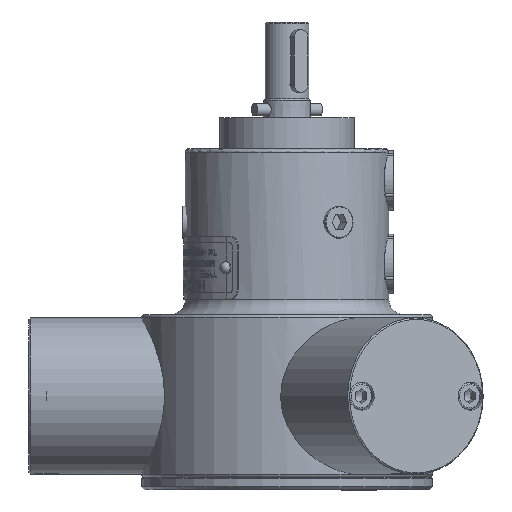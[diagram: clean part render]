
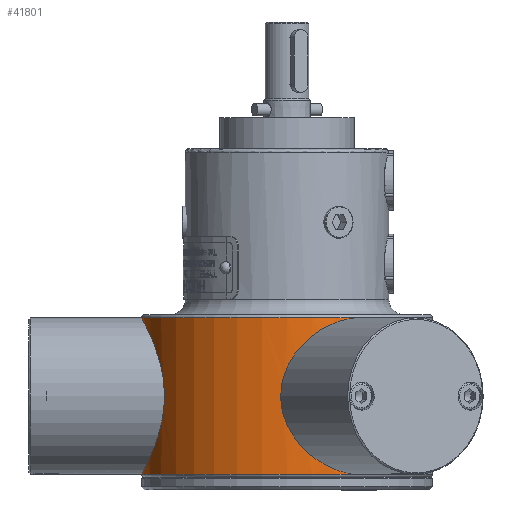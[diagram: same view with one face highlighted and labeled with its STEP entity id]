
A CAD part, front view. The second image highlights one B-rep face of the part: STEP entity #41801.
In plain terms, the highlighted cylindrical face has radius 46.5 mm (diameter 93 mm), a partial arc.
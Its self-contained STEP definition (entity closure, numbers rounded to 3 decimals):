
#1036=B_SPLINE_CURVE_WITH_KNOTS('',3,(#59009,#59010,#59011,#59012,#59013,
#59014,#59015,#59016,#59017,#59018,#59019,#59020,#59021,#59022,#59023,#59024,
#59025,#59026,#59027,#59028,#59029,#59030,#59031,#59032,#59033,#59034,#59035,
#59036,#59037,#59038,#59039,#59040,#59041,#59042),.UNSPECIFIED.,.F.,.F.,
(4,2,2,2,2,2,2,2,2,2,2,2,2,2,2,2,4),(3.858,4.339,
4.821,5.302,5.784,6.267,6.75,
7.233,7.716,8.199,8.683,9.166,
9.649,10.13,10.612,11.093,11.574),
 .UNSPECIFIED.);
#1037=B_SPLINE_CURVE_WITH_KNOTS('',3,(#59045,#59046,#59047,#59048,#59049,
#59050,#59051,#59052,#59053,#59054,#59055,#59056,#59057,#59058,#59059,#59060,
#59061,#59062),.UNSPECIFIED.,.F.,.F.,(4,2,2,2,2,2,2,2,4),(11.574,
12.056,12.537,13.018,13.5,13.983,
14.466,14.949,15.433),.UNSPECIFIED.);
#1038=B_SPLINE_CURVE_WITH_KNOTS('',3,(#59063,#59064,#59065,#59066,#59067,
#59068,#59069,#59070,#59071,#59072,#59073,#59074,#59075,#59076,#59077,#59078,
#59079,#59080),.UNSPECIFIED.,.F.,.F.,(4,2,2,2,2,2,2,2,4),(15.433,
15.916,16.399,16.882,17.365,17.847,
18.328,18.809,19.291),.UNSPECIFIED.);
#3978=FACE_OUTER_BOUND('',#6398,.T.);
#6398=EDGE_LOOP('',(#27136,#27137,#27138,#27139,#27140));
#14731=CIRCLE('',#44431,46.5);
#14735=CIRCLE('',#44438,46.5);
#16626=VERTEX_POINT('',#58848);
#16629=VERTEX_POINT('',#58854);
#16631=VERTEX_POINT('',#58893);
#16633=VERTEX_POINT('',#58933);
#16636=VERTEX_POINT('',#59044);
#20815=EDGE_CURVE('',#16629,#16626,#14731,.T.);
#20825=EDGE_CURVE('',#16629,#16631,#1036,.T.);
#20826=EDGE_CURVE('',#16633,#16631,#14735,.T.);
#20827=EDGE_CURVE('',#16633,#16636,#1037,.T.);
#20828=EDGE_CURVE('',#16636,#16626,#1038,.T.);
#27136=ORIENTED_EDGE('',*,*,#20815,.F.);
#27137=ORIENTED_EDGE('',*,*,#20825,.T.);
#27138=ORIENTED_EDGE('',*,*,#20826,.F.);
#27139=ORIENTED_EDGE('',*,*,#20827,.T.);
#27140=ORIENTED_EDGE('',*,*,#20828,.T.);
#38810=CYLINDRICAL_SURFACE('',#44437,46.5);
#41801=ADVANCED_FACE('',(#3978),#38810,.T.);
#44431=AXIS2_PLACEMENT_3D('',#58856,#48346,#48347);
#44437=AXIS2_PLACEMENT_3D('',#59008,#48358,#48359);
#44438=AXIS2_PLACEMENT_3D('',#59043,#48360,#48361);
#48346=DIRECTION('center_axis',(0.,0.,1.));
#48347=DIRECTION('ref_axis',(-1.,0.,0.));
#48358=DIRECTION('center_axis',(0.,0.,1.));
#48359=DIRECTION('ref_axis',(-1.,0.,0.));
#48360=DIRECTION('center_axis',(0.,0.,-1.));
#48361=DIRECTION('ref_axis',(-1.,0.,0.));
#58848=CARTESIAN_POINT('',(23.25,-40.27,51.));
#58854=CARTESIAN_POINT('',(-46.5,0.,51.));
#58856=CARTESIAN_POINT('Origin',(0.,0.,51.));
#58893=CARTESIAN_POINT('',(-46.5,0.,1.));
#58933=CARTESIAN_POINT('',(23.25,-40.27,1.));
#59008=CARTESIAN_POINT('Origin',(0.,0.,0.));
#59009=CARTESIAN_POINT('Ctrl Pts',(-46.5,0.,51.));
#59010=CARTESIAN_POINT('Ctrl Pts',(-46.5,-1.604,51.));
#59011=CARTESIAN_POINT('Ctrl Pts',(-46.415,-3.253,
50.843));
#59012=CARTESIAN_POINT('Ctrl Pts',(-46.071,-6.513,
50.194));
#59013=CARTESIAN_POINT('Ctrl Pts',(-45.812,-8.124,
49.702));
#59014=CARTESIAN_POINT('Ctrl Pts',(-45.159,-11.195,
48.415));
#59015=CARTESIAN_POINT('Ctrl Pts',(-44.766,-12.659,
47.619));
#59016=CARTESIAN_POINT('Ctrl Pts',(-43.914,-15.355,
45.796));
#59017=CARTESIAN_POINT('Ctrl Pts',(-43.457,-16.588,
44.767));
#59018=CARTESIAN_POINT('Ctrl Pts',(-42.559,-18.771,
42.584));
#59019=CARTESIAN_POINT('Ctrl Pts',(-42.086,-19.8,
41.349));
#59020=CARTESIAN_POINT('Ctrl Pts',(-41.179,-21.623,
38.653));
#59021=CARTESIAN_POINT('Ctrl Pts',(-40.747,-22.416,
37.193));
#59022=CARTESIAN_POINT('Ctrl Pts',(-40.014,-23.7,
34.127));
#59023=CARTESIAN_POINT('Ctrl Pts',(-39.713,-24.192,32.52));
#59024=CARTESIAN_POINT('Ctrl Pts',(-39.31,-24.842,
29.262));
#59025=CARTESIAN_POINT('Ctrl Pts',(-39.208,-25.,27.611));
#59026=CARTESIAN_POINT('Ctrl Pts',(-39.208,-25.,24.389));
#59027=CARTESIAN_POINT('Ctrl Pts',(-39.31,-24.842,
22.738));
#59028=CARTESIAN_POINT('Ctrl Pts',(-39.713,-24.192,19.48));
#59029=CARTESIAN_POINT('Ctrl Pts',(-40.014,-23.7,
17.873));
#59030=CARTESIAN_POINT('Ctrl Pts',(-40.747,-22.416,
14.807));
#59031=CARTESIAN_POINT('Ctrl Pts',(-41.179,-21.623,
13.347));
#59032=CARTESIAN_POINT('Ctrl Pts',(-42.086,-19.8,
10.651));
#59033=CARTESIAN_POINT('Ctrl Pts',(-42.559,-18.771,
9.416));
#59034=CARTESIAN_POINT('Ctrl Pts',(-43.457,-16.588,
7.233));
#59035=CARTESIAN_POINT('Ctrl Pts',(-43.914,-15.355,
6.204));
#59036=CARTESIAN_POINT('Ctrl Pts',(-44.766,-12.659,
4.381));
#59037=CARTESIAN_POINT('Ctrl Pts',(-45.159,-11.195,
3.585));
#59038=CARTESIAN_POINT('Ctrl Pts',(-45.812,-8.124,
2.298));
#59039=CARTESIAN_POINT('Ctrl Pts',(-46.071,-6.513,
1.806));
#59040=CARTESIAN_POINT('Ctrl Pts',(-46.415,-3.253,
1.157));
#59041=CARTESIAN_POINT('Ctrl Pts',(-46.5,-1.604,1.));
#59042=CARTESIAN_POINT('Ctrl Pts',(-46.5,0.,1.));
#59043=CARTESIAN_POINT('Origin',(0.,0.,1.));
#59044=CARTESIAN_POINT('',(-2.047,-46.455,26.));
#59045=CARTESIAN_POINT('Ctrl Pts',(23.25,-40.27,1.));
#59046=CARTESIAN_POINT('Ctrl Pts',(21.86,-41.072,1.));
#59047=CARTESIAN_POINT('Ctrl Pts',(20.39,-41.823,1.157));
#59048=CARTESIAN_POINT('Ctrl Pts',(17.395,-43.155,1.806));
#59049=CARTESIAN_POINT('Ctrl Pts',(15.87,-43.736,2.298));
#59050=CARTESIAN_POINT('Ctrl Pts',(12.884,-44.707,3.585));
#59051=CARTESIAN_POINT('Ctrl Pts',(11.42,-45.098,4.381));
#59052=CARTESIAN_POINT('Ctrl Pts',(8.659,-45.709,6.204));
#59053=CARTESIAN_POINT('Ctrl Pts',(7.362,-45.929,7.233));
#59054=CARTESIAN_POINT('Ctrl Pts',(5.023,-46.243,9.416));
#59055=CARTESIAN_POINT('Ctrl Pts',(3.895,-46.348,10.651));
#59056=CARTESIAN_POINT('Ctrl Pts',(1.864,-46.474,13.347));
#59057=CARTESIAN_POINT('Ctrl Pts',(0.961,-46.496,
14.807));
#59058=CARTESIAN_POINT('Ctrl Pts',(-0.518,-46.503,
17.873));
#59059=CARTESIAN_POINT('Ctrl Pts',(-1.094,-46.489,
19.48));
#59060=CARTESIAN_POINT('Ctrl Pts',(-1.859,-46.464,
22.738));
#59061=CARTESIAN_POINT('Ctrl Pts',(-2.047,-46.455,
24.389));
#59062=CARTESIAN_POINT('Ctrl Pts',(-2.047,-46.455,
26.));
#59063=CARTESIAN_POINT('Ctrl Pts',(-2.047,-46.455,
26.));
#59064=CARTESIAN_POINT('Ctrl Pts',(-2.047,-46.455,
27.611));
#59065=CARTESIAN_POINT('Ctrl Pts',(-1.859,-46.464,
29.262));
#59066=CARTESIAN_POINT('Ctrl Pts',(-1.094,-46.489,
32.52));
#59067=CARTESIAN_POINT('Ctrl Pts',(-0.518,-46.503,
34.127));
#59068=CARTESIAN_POINT('Ctrl Pts',(0.961,-46.496,
37.193));
#59069=CARTESIAN_POINT('Ctrl Pts',(1.864,-46.474,38.653));
#59070=CARTESIAN_POINT('Ctrl Pts',(3.895,-46.348,41.349));
#59071=CARTESIAN_POINT('Ctrl Pts',(5.023,-46.243,42.584));
#59072=CARTESIAN_POINT('Ctrl Pts',(7.362,-45.929,44.767));
#59073=CARTESIAN_POINT('Ctrl Pts',(8.659,-45.709,45.796));
#59074=CARTESIAN_POINT('Ctrl Pts',(11.42,-45.098,47.619));
#59075=CARTESIAN_POINT('Ctrl Pts',(12.884,-44.707,48.415));
#59076=CARTESIAN_POINT('Ctrl Pts',(15.87,-43.736,49.702));
#59077=CARTESIAN_POINT('Ctrl Pts',(17.395,-43.155,50.194));
#59078=CARTESIAN_POINT('Ctrl Pts',(20.39,-41.823,50.843));
#59079=CARTESIAN_POINT('Ctrl Pts',(21.86,-41.072,51.));
#59080=CARTESIAN_POINT('Ctrl Pts',(23.25,-40.27,51.));
